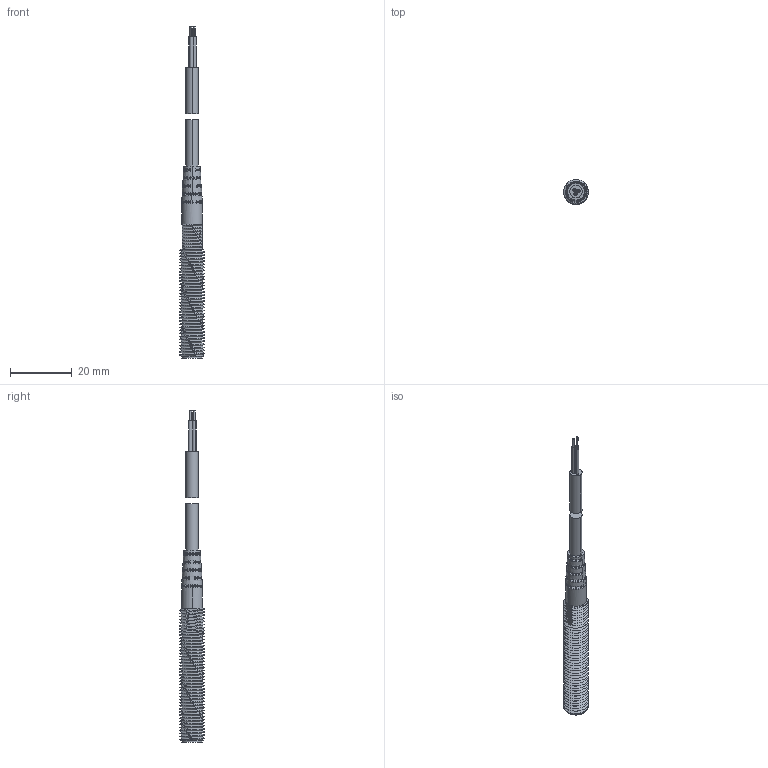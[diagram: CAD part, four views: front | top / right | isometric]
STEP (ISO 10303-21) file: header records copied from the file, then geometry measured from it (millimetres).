
FILE_DESCRIPTION((''),'2;1');
FILE_NAME('OCN1-0802X-X3LX','2017-02-20T',('Administrator'),(''),'PRO/ENGINEER BY PARAMETRIC TECHNOLOGY CORPORATION, 2007170','PRO/ENGINEER BY PARAMETRIC TECHNOLOGY CORPORATION, 2007170','');
FILE_SCHEMA(('CONFIG_CONTROL_DESIGN'));
Length unit declared in the file: millimetre
Products named in the file (1): OCN1-0802X-X3LX
Bounding box: 8 x 8 x 107.9 mm (x, y, z)
Volume: 2703 mm3; surface area: 3084.6 mm2
Topology: 2 solids, 2 shells, 248 faces, 686 edges, 446 vertices
Faces by surface type: cylinder 116, plane 74, bspline 27, torus 20, sphere 6, cone 5
Entity records: 15445 total; most frequent: CARTESIAN_POINT 9543, ORIENTED_EDGE 1360, DIRECTION 1036, EDGE_CURVE 680, VERTEX_POINT 446, AXIS2_PLACEMENT_3D 394, B_SPLINE_CURVE_WITH_KNOTS 259, EDGE_LOOP 258
